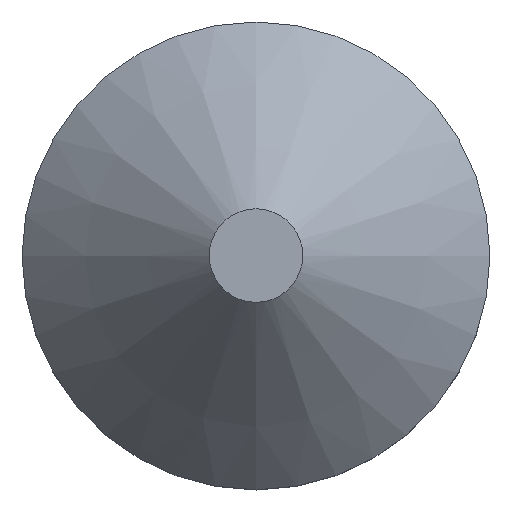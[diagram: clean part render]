
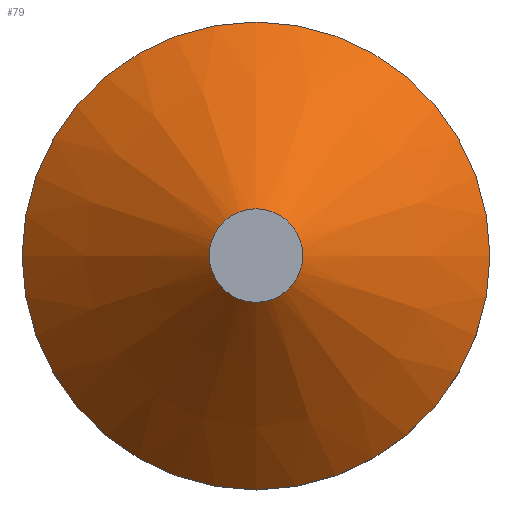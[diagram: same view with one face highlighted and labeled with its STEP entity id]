
A CAD part, top view. The second image highlights one B-rep face of the part: STEP entity #79.
In plain terms, the highlighted conical face has half-angle 45 degrees and reference radius 6 mm.
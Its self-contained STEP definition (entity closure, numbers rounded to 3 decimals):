
#16=CONICAL_SURFACE('',#104,6.,0.785);
#24=FACE_OUTER_BOUND('',#30,.T.);
#30=EDGE_LOOP('',(#67,#68,#69,#70));
#35=LINE('',#151,#38);
#38=VECTOR('',#130,6.);
#41=CIRCLE('',#100,2.);
#42=CIRCLE('',#102,10.);
#46=VERTEX_POINT('',#142);
#47=VERTEX_POINT('',#145);
#52=EDGE_CURVE('',#46,#46,#41,.T.);
#53=EDGE_CURVE('',#47,#47,#42,.T.);
#56=EDGE_CURVE('',#47,#46,#35,.T.);
#67=ORIENTED_EDGE('',*,*,#53,.T.);
#68=ORIENTED_EDGE('',*,*,#56,.T.);
#69=ORIENTED_EDGE('',*,*,#52,.T.);
#70=ORIENTED_EDGE('',*,*,#56,.F.);
#79=ADVANCED_FACE('',(#24),#16,.T.);
#100=AXIS2_PLACEMENT_3D('',#143,#119,#120);
#102=AXIS2_PLACEMENT_3D('',#146,#123,#124);
#104=AXIS2_PLACEMENT_3D('',#150,#128,#129);
#119=DIRECTION('center_axis',(0.,0.,-1.));
#120=DIRECTION('ref_axis',(0.,-1.,0.));
#123=DIRECTION('center_axis',(0.,0.,1.));
#124=DIRECTION('ref_axis',(0.,-1.,0.));
#128=DIRECTION('center_axis',(0.,0.,-1.));
#129=DIRECTION('ref_axis',(0.,-1.,0.));
#130=DIRECTION('',(0.,-0.707,0.707));
#142=CARTESIAN_POINT('',(0.,2.,68.));
#143=CARTESIAN_POINT('Origin',(0.,0.,68.));
#145=CARTESIAN_POINT('',(0.,10.,60.));
#146=CARTESIAN_POINT('Origin',(0.,0.,60.));
#150=CARTESIAN_POINT('Origin',(0.,0.,64.));
#151=CARTESIAN_POINT('',(0.,6.,64.));
